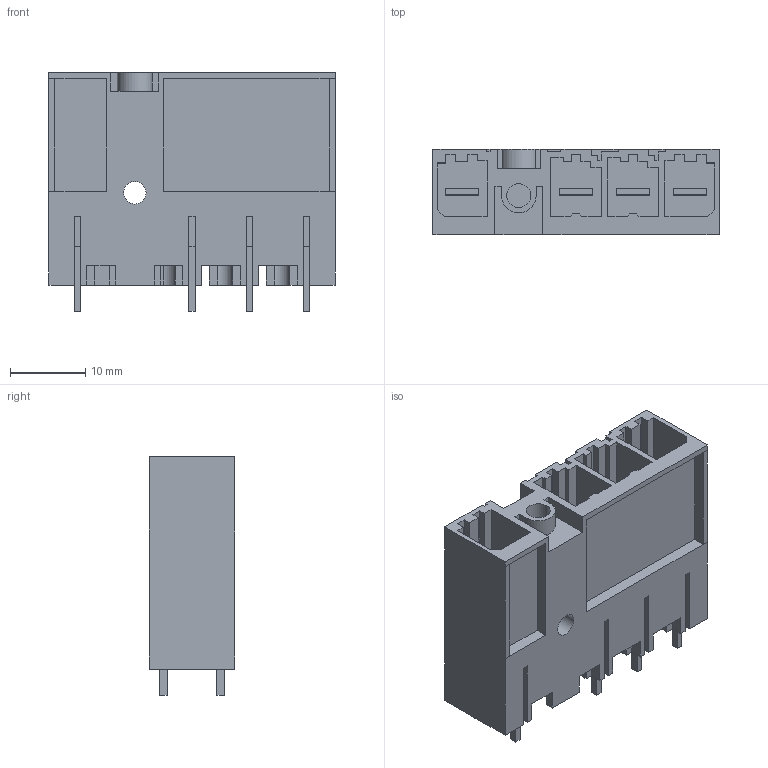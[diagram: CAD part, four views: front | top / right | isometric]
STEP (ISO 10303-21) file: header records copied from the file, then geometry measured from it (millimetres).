
FILE_DESCRIPTION(('CATIA V5 STEP Exchange','CAx-IF Rec.Pracs.--- Model Styling and Organization---1.2---2011-12-15'),'2;1');
FILE_NAME ('D1452127_0_1464310000_1464310000.stp','2016-12-12T10:05:58+00:00',('none'),('Weidmueller'),'CATIA Version 5-6 Release 2014','CATIA V5 STEP AP214','none');
FILE_SCHEMA(('AUTOMOTIVE_DESIGN { 1 0 10303 214 1 1 1 1 }'));
Length unit declared in the file: millimetre
Products named in the file (1): 1464310000_S
Bounding box: 38.1 x 11.4 x 31.8 mm (x, y, z)
Volume: 7173 mm3; surface area: 9077.5 mm2
Topology: 5 solids, 5 shells, 351 faces, 1027 edges, 689 vertices
Faces by surface type: plane 334, cylinder 17
Entity records: 11017 total; most frequent: ORIENTED_EDGE 2054, CARTESIAN_POINT 1933, DIRECTION 1445, EDGE_CURVE 1025, VECTOR 975, LINE 975, VERTEX_POINT 685, EDGE_LOOP 364
